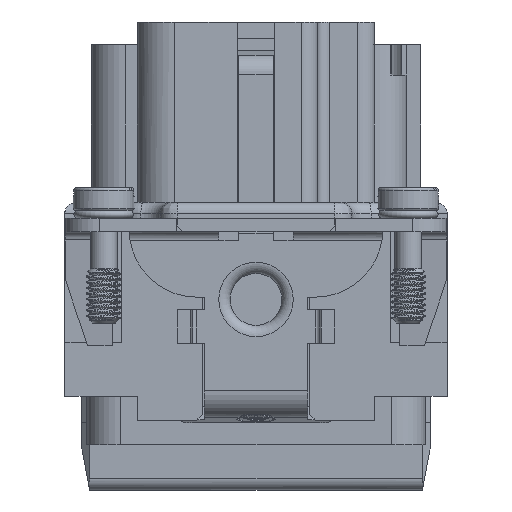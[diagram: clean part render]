
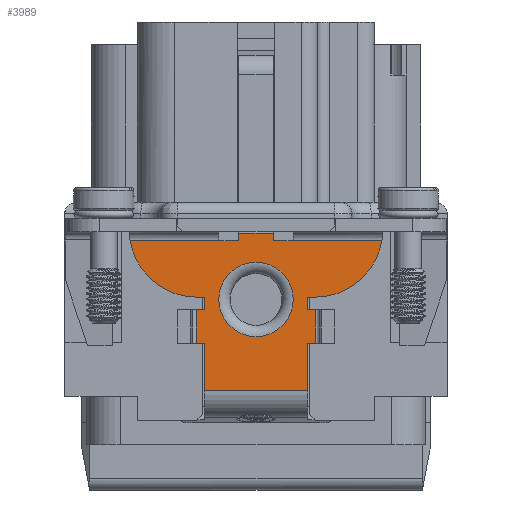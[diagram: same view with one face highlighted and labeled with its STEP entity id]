
A CAD part, left-side view. The second image highlights one B-rep face of the part: STEP entity #3989.
In plain terms, the highlighted planar face has unit normal (-1, 0, 0).
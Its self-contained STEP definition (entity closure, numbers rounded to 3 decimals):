
#3043=FACE_BOUND('',#7843,.T.);
#3044=FACE_BOUND('',#7844,.T.);
#3989=ADVANCED_FACE('',(#3043,#3044),#5120,.T.);
#5120=PLANE('',#30017);
#7843=EDGE_LOOP('',(#13872));
#7844=EDGE_LOOP('',(#13873,#13874,#13875,#13876,#13877,#13878,#13879,#13880,
#13881,#13882,#13883,#13884,#13885,#13886,#13887,#13888,#13889,#13890,#13891,
#13892,#13893,#13894));
#9319=CIRCLE('',#29998,6.);
#9325=CIRCLE('',#30015,3.3);
#9326=CIRCLE('',#30016,6.);
#13872=ORIENTED_EDGE('',*,*,#22288,.F.);
#13873=ORIENTED_EDGE('',*,*,#22289,.T.);
#13874=ORIENTED_EDGE('',*,*,#22290,.T.);
#13875=ORIENTED_EDGE('',*,*,#22291,.F.);
#13876=ORIENTED_EDGE('',*,*,#22292,.F.);
#13877=ORIENTED_EDGE('',*,*,#22293,.F.);
#13878=ORIENTED_EDGE('',*,*,#22294,.F.);
#13879=ORIENTED_EDGE('',*,*,#22295,.T.);
#13880=ORIENTED_EDGE('',*,*,#22296,.T.);
#13881=ORIENTED_EDGE('',*,*,#22286,.F.);
#13882=ORIENTED_EDGE('',*,*,#22170,.F.);
#13883=ORIENTED_EDGE('',*,*,#22282,.T.);
#13884=ORIENTED_EDGE('',*,*,#22297,.F.);
#13885=ORIENTED_EDGE('',*,*,#22298,.T.);
#13886=ORIENTED_EDGE('',*,*,#22299,.T.);
#13887=ORIENTED_EDGE('',*,*,#22300,.T.);
#13888=ORIENTED_EDGE('',*,*,#22301,.T.);
#13889=ORIENTED_EDGE('',*,*,#22259,.F.);
#13890=ORIENTED_EDGE('',*,*,#22302,.T.);
#13891=ORIENTED_EDGE('',*,*,#22303,.F.);
#13892=ORIENTED_EDGE('',*,*,#22203,.F.);
#13893=ORIENTED_EDGE('',*,*,#22304,.T.);
#13894=ORIENTED_EDGE('',*,*,#22190,.F.);
#19021=VERTEX_POINT('',#43804);
#19022=VERTEX_POINT('',#43806);
#19037=VERTEX_POINT('',#43842);
#19038=VERTEX_POINT('',#43844);
#19050=VERTEX_POINT('',#43869);
#19051=VERTEX_POINT('',#43871);
#19083=VERTEX_POINT('',#44017);
#19084=VERTEX_POINT('',#44019);
#19085=VERTEX_POINT('',#44023);
#19096=VERTEX_POINT('',#44062);
#19097=VERTEX_POINT('',#44068);
#19098=VERTEX_POINT('',#44073);
#19099=VERTEX_POINT('',#44075);
#19100=VERTEX_POINT('',#44077);
#19101=VERTEX_POINT('',#44079);
#19102=VERTEX_POINT('',#44081);
#19103=VERTEX_POINT('',#44083);
#19104=VERTEX_POINT('',#44085);
#19105=VERTEX_POINT('',#44087);
#19106=VERTEX_POINT('',#44090);
#19107=VERTEX_POINT('',#44092);
#19108=VERTEX_POINT('',#44094);
#19109=VERTEX_POINT('',#44096);
#22170=EDGE_CURVE('',#19021,#19022,#25292,.T.);
#22190=EDGE_CURVE('',#19037,#19038,#25305,.T.);
#22203=EDGE_CURVE('',#19050,#19051,#25312,.T.);
#22259=EDGE_CURVE('',#19083,#19084,#9319,.T.);
#22282=EDGE_CURVE('',#19021,#19096,#25365,.T.);
#22286=EDGE_CURVE('',#19022,#19097,#25367,.T.);
#22288=EDGE_CURVE('',#19098,#19098,#9325,.T.);
#22289=EDGE_CURVE('',#19037,#19099,#25369,.T.);
#22290=EDGE_CURVE('',#19099,#19100,#25370,.T.);
#22291=EDGE_CURVE('',#19101,#19100,#9326,.T.);
#22292=EDGE_CURVE('',#19102,#19101,#25371,.T.);
#22293=EDGE_CURVE('',#19103,#19102,#25372,.T.);
#22294=EDGE_CURVE('',#19104,#19103,#25373,.T.);
#22295=EDGE_CURVE('',#19104,#19105,#25374,.T.);
#22296=EDGE_CURVE('',#19105,#19097,#25375,.T.);
#22297=EDGE_CURVE('',#19106,#19096,#25376,.T.);
#22298=EDGE_CURVE('',#19106,#19107,#25377,.T.);
#22299=EDGE_CURVE('',#19107,#19108,#25378,.T.);
#22300=EDGE_CURVE('',#19108,#19109,#25379,.T.);
#22301=EDGE_CURVE('',#19109,#19084,#25380,.T.);
#22302=EDGE_CURVE('',#19083,#19085,#25381,.T.);
#22303=EDGE_CURVE('',#19051,#19085,#25382,.T.);
#22304=EDGE_CURVE('',#19050,#19038,#25383,.T.);
#25292=LINE('',#43805,#27528);
#25305=LINE('',#43843,#27541);
#25312=LINE('',#43870,#27548);
#25365=LINE('',#44061,#27601);
#25367=LINE('',#44067,#27603);
#25369=LINE('',#44074,#27605);
#25370=LINE('',#44076,#27606);
#25371=LINE('',#44080,#27607);
#25372=LINE('',#44082,#27608);
#25373=LINE('',#44084,#27609);
#25374=LINE('',#44086,#27610);
#25375=LINE('',#44088,#27611);
#25376=LINE('',#44089,#27612);
#25377=LINE('',#44091,#27613);
#25378=LINE('',#44093,#27614);
#25379=LINE('',#44095,#27615);
#25380=LINE('',#44097,#27616);
#25381=LINE('',#44098,#27617);
#25382=LINE('',#44099,#27618);
#25383=LINE('',#44100,#27619);
#27528=VECTOR('',#35505,1.);
#27541=VECTOR('',#35536,1.);
#27548=VECTOR('',#35557,1.);
#27601=VECTOR('',#35702,1.);
#27603=VECTOR('',#35710,1.);
#27605=VECTOR('',#35718,1.);
#27606=VECTOR('',#35719,1.);
#27607=VECTOR('',#35722,1.);
#27608=VECTOR('',#35723,1.);
#27609=VECTOR('',#35724,1.);
#27610=VECTOR('',#35725,1.);
#27611=VECTOR('',#35726,1.);
#27612=VECTOR('',#35727,1.);
#27613=VECTOR('',#35728,1.);
#27614=VECTOR('',#35729,1.);
#27615=VECTOR('',#35730,1.);
#27616=VECTOR('',#35731,1.);
#27617=VECTOR('',#35732,1.);
#27618=VECTOR('',#35733,1.);
#27619=VECTOR('',#35734,1.);
#29998=AXIS2_PLACEMENT_3D('',#44018,#35659,#35660);
#30015=AXIS2_PLACEMENT_3D('',#44072,#35716,#35717);
#30016=AXIS2_PLACEMENT_3D('',#44078,#35720,#35721);
#30017=AXIS2_PLACEMENT_3D('',#44101,#35735,#35736);
#35505=DIRECTION('',(0.,1.,0.));
#35536=DIRECTION('',(0.,0.,1.));
#35557=DIRECTION('',(0.,0.,-1.));
#35659=DIRECTION('',(1.,0.,0.));
#35660=DIRECTION('',(0.,0.,-1.));
#35702=DIRECTION('',(0.,0.,1.));
#35710=DIRECTION('',(0.,0.,1.));
#35716=DIRECTION('',(-1.,0.,0.));
#35717=DIRECTION('',(0.,0.,1.));
#35718=DIRECTION('',(0.,1.,0.));
#35719=DIRECTION('',(0.,1.,0.));
#35720=DIRECTION('',(1.,0.,0.));
#35721=DIRECTION('',(0.,0.,-1.));
#35722=DIRECTION('',(0.,1.,0.));
#35723=DIRECTION('',(0.,0.,1.));
#35724=DIRECTION('',(0.,-1.,0.));
#35725=DIRECTION('',(0.,0.,-1.));
#35726=DIRECTION('',(0.,-1.,0.));
#35727=DIRECTION('',(0.,1.,0.));
#35728=DIRECTION('',(0.,0.,1.));
#35729=DIRECTION('',(0.,1.,0.));
#35730=DIRECTION('',(0.,0.,1.));
#35731=DIRECTION('',(0.,-1.,0.));
#35732=DIRECTION('',(0.,1.,0.));
#35733=DIRECTION('',(0.,-1.,0.));
#35734=DIRECTION('',(0.,1.,0.));
#35735=DIRECTION('',(-1.,0.,0.));
#35736=DIRECTION('',(0.,0.,-1.));
#43804=CARTESIAN_POINT('',(-32.95,-4.6,-34.2));
#43805=CARTESIAN_POINT('',(-32.95,0.,-34.2));
#43806=CARTESIAN_POINT('',(-32.95,4.6,-34.2));
#43842=CARTESIAN_POINT('',(-32.95,1.55,-20.9));
#43843=CARTESIAN_POINT('',(-32.95,1.55,-17.9));
#43844=CARTESIAN_POINT('',(-32.95,1.55,-20.221));
#43869=CARTESIAN_POINT('',(-32.95,-1.55,-20.221));
#43870=CARTESIAN_POINT('',(-32.95,-1.55,-17.9));
#43871=CARTESIAN_POINT('',(-32.95,-1.55,-20.9));
#44017=CARTESIAN_POINT('',(-32.95,-11.166,-20.9));
#44018=CARTESIAN_POINT('',(-32.95,-5.25,-19.9));
#44019=CARTESIAN_POINT('',(-32.95,-5.25,-25.9));
#44023=CARTESIAN_POINT('',(-32.95,-3.3,-20.9));
#44061=CARTESIAN_POINT('',(-32.95,-4.6,-18.7));
#44062=CARTESIAN_POINT('',(-32.95,-4.6,-30.));
#44067=CARTESIAN_POINT('',(-32.95,4.6,-18.7));
#44068=CARTESIAN_POINT('',(-32.95,4.6,-30.));
#44072=CARTESIAN_POINT('',(-32.95,0.,-26.1));
#44073=CARTESIAN_POINT('',(-32.95,0.,-22.8));
#44074=CARTESIAN_POINT('',(-32.95,0.,-20.9));
#44075=CARTESIAN_POINT('',(-32.95,3.3,-20.9));
#44076=CARTESIAN_POINT('',(-32.95,11.247,-20.9));
#44077=CARTESIAN_POINT('',(-32.95,11.166,-20.9));
#44078=CARTESIAN_POINT('',(-32.95,5.25,-19.9));
#44079=CARTESIAN_POINT('',(-32.95,5.25,-25.9));
#44080=CARTESIAN_POINT('',(-32.95,4.5,-25.9));
#44081=CARTESIAN_POINT('',(-32.95,4.6,-25.9));
#44082=CARTESIAN_POINT('',(-32.95,4.6,-18.7));
#44083=CARTESIAN_POINT('',(-32.95,4.6,-27.));
#44084=CARTESIAN_POINT('',(-32.95,4.65,-27.));
#44085=CARTESIAN_POINT('',(-32.95,5.319,-27.));
#44086=CARTESIAN_POINT('',(-32.95,5.319,-30.));
#44087=CARTESIAN_POINT('',(-32.95,5.319,-30.));
#44088=CARTESIAN_POINT('',(-32.95,0.,-30.));
#44089=CARTESIAN_POINT('',(-32.95,-3.7,-30.));
#44090=CARTESIAN_POINT('',(-32.95,-5.319,-30.));
#44091=CARTESIAN_POINT('',(-32.95,-5.319,-27.));
#44092=CARTESIAN_POINT('',(-32.95,-5.319,-27.));
#44093=CARTESIAN_POINT('',(-32.95,0.,-27.));
#44094=CARTESIAN_POINT('',(-32.95,-4.6,-27.));
#44095=CARTESIAN_POINT('',(-32.95,-4.6,-18.7));
#44096=CARTESIAN_POINT('',(-32.95,-4.6,-25.9));
#44097=CARTESIAN_POINT('',(-32.95,0.,-25.9));
#44098=CARTESIAN_POINT('',(-32.95,-3.3,-20.9));
#44099=CARTESIAN_POINT('',(-32.95,-9.646,-20.9));
#44100=CARTESIAN_POINT('',(-32.95,0.,-20.221));
#44101=CARTESIAN_POINT('',(-32.95,0.,-18.7));
